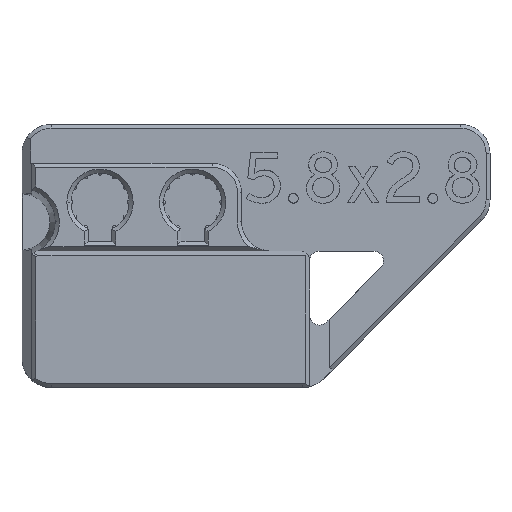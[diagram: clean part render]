
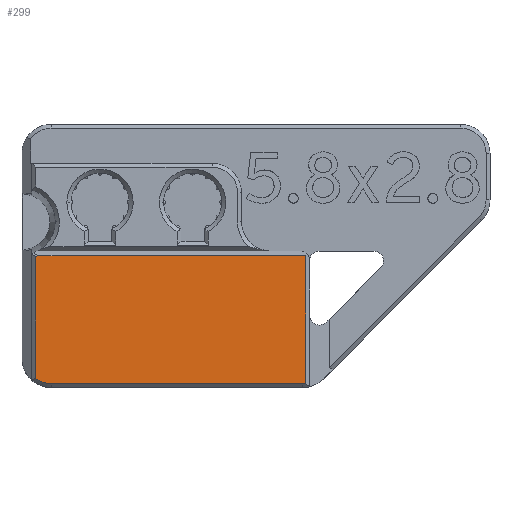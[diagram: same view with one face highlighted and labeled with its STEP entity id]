
A CAD part, top view. The second image highlights one B-rep face of the part: STEP entity #299.
In plain terms, the highlighted planar face has unit normal (0, 0, 1).
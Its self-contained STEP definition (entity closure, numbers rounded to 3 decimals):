
#41 = VERTEX_POINT('',#42);
#42 = CARTESIAN_POINT('',(162.1,159.138,
    -8.8));
#48 = EDGE_CURVE('',#41,#49,#51,.T.);
#49 = VERTEX_POINT('',#50);
#50 = CARTESIAN_POINT('',(162.1,146.013,
    -8.8));
#51 = LINE('',#52,#53);
#52 = CARTESIAN_POINT('',(162.1,141.647,
    -8.8));
#53 = VECTOR('',#54,1.);
#54 = DIRECTION('',(0.,-1.,0.));
#256 = VERTEX_POINT('',#257);
#257 = CARTESIAN_POINT('',(134.637,159.138,
    -8.8));
#264 = EDGE_CURVE('',#41,#256,#265,.T.);
#265 = LINE('',#266,#267);
#266 = CARTESIAN_POINT('',(201.635,159.138,-8.8
    ));
#267 = VECTOR('',#268,1.);
#268 = DIRECTION('',(-1.,0.,0.));
#279 = VERTEX_POINT('',#280);
#280 = CARTESIAN_POINT('',(161.757,145.99,
    -8.8));
#286 = EDGE_CURVE('',#279,#49,#287,.T.);
#287 = CIRCLE('',#288,2.61);
#288 = AXIS2_PLACEMENT_3D('',#289,#290,#291);
#289 = CARTESIAN_POINT('',(161.757,148.6,
    -8.8));
#290 = DIRECTION('',(0.,0.,1.));
#291 = DIRECTION('',(0.,-1.,0.));
#299 = ADVANCED_FACE('',(#300),#337,.T.);
#300 = FACE_BOUND('',#301,.F.);
#301 = EDGE_LOOP('',(#302,#312,#319,#320,#321,#322,#330));
#302 = ORIENTED_EDGE('',*,*,#303,.F.);
#303 = EDGE_CURVE('',#304,#306,#308,.T.);
#304 = VERTEX_POINT('',#305);
#305 = CARTESIAN_POINT('',(134.4,159.036,
    -8.8));
#306 = VERTEX_POINT('',#307);
#307 = CARTESIAN_POINT('',(134.4,146.538,
    -8.8));
#308 = LINE('',#309,#310);
#309 = CARTESIAN_POINT('',(134.4,153.1,
    -8.8));
#310 = VECTOR('',#311,1.);
#311 = DIRECTION('',(0.,-1.,0.));
#312 = ORIENTED_EDGE('',*,*,#313,.T.);
#313 = EDGE_CURVE('',#304,#256,#314,.T.);
#314 = CIRCLE('',#315,3.829);
#315 = AXIS2_PLACEMENT_3D('',#316,#317,#318);
#316 = CARTESIAN_POINT('',(133.,162.6,-8.8));
#317 = DIRECTION('',(0.,0.,1.));
#318 = DIRECTION('',(1.,0.,0.));
#319 = ORIENTED_EDGE('',*,*,#264,.F.);
#320 = ORIENTED_EDGE('',*,*,#48,.T.);
#321 = ORIENTED_EDGE('',*,*,#286,.F.);
#322 = ORIENTED_EDGE('',*,*,#323,.F.);
#323 = EDGE_CURVE('',#324,#279,#326,.T.);
#324 = VERTEX_POINT('',#325);
#325 = CARTESIAN_POINT('',(136.,145.99,
    -8.8));
#326 = LINE('',#327,#328);
#327 = CARTESIAN_POINT('',(136.,145.99,
    -8.8));
#328 = VECTOR('',#329,1.);
#329 = DIRECTION('',(1.,0.,0.));
#330 = ORIENTED_EDGE('',*,*,#331,.F.);
#331 = EDGE_CURVE('',#306,#324,#332,.T.);
#332 = CIRCLE('',#333,2.61);
#333 = AXIS2_PLACEMENT_3D('',#334,#335,#336);
#334 = CARTESIAN_POINT('',(136.,148.6,
    -8.8));
#335 = DIRECTION('',(0.,0.,1.));
#336 = DIRECTION('',(-0.533,-0.846,0.)
  );
#337 = PLANE('',#338);
#338 = AXIS2_PLACEMENT_3D('',#339,#340,#341);
#339 = CARTESIAN_POINT('',(201.635,137.6,-8.8
    ));
#340 = DIRECTION('',(0.,0.,1.));
#341 = DIRECTION('',(0.,-1.,0.));
